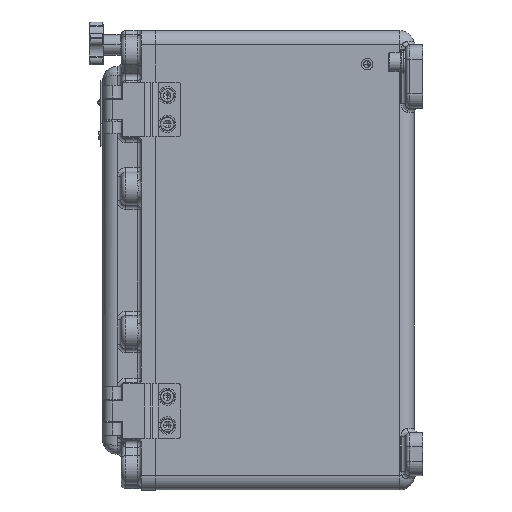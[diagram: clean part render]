
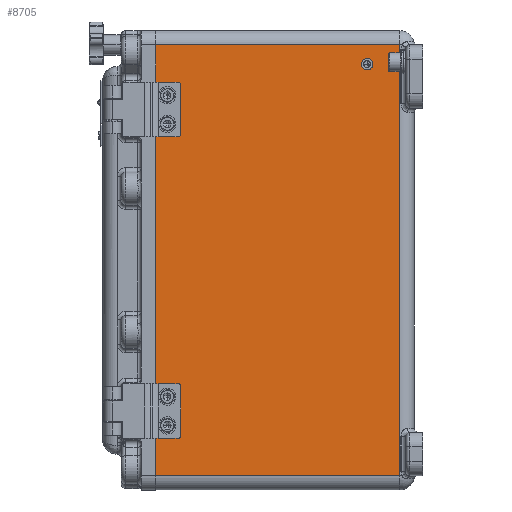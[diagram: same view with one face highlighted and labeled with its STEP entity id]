
A CAD part, left-side view. The second image highlights one B-rep face of the part: STEP entity #8705.
In plain terms, the highlighted planar face has unit normal (-1, 0, 0).
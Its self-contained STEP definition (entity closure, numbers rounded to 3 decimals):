
#1036 = FACE_OUTER_BOUND ( 'NONE', #12869, .T. ) ;
#3871 = CARTESIAN_POINT ( 'NONE',  ( -110., 180., -160. ) ) ;
#4680 = CARTESIAN_POINT ( 'NONE',  ( -110., 172., 115. ) ) ;
#4927 = DIRECTION ( 'NONE',  ( 0., 0., 1. ) ) ;
#5030 = EDGE_CURVE ( 'NONE', #68839, #49621, #52549, .T. ) ;
#5190 = DIRECTION ( 'NONE',  ( -1., 0., 0. ) ) ;
#5473 = CARTESIAN_POINT ( 'NONE',  ( -110., 172., -111.5 ) ) ;
#5637 = CARTESIAN_POINT ( 'NONE',  ( -110., 10., 150. ) ) ;
#5865 = VECTOR ( 'NONE', #60864, 1000. ) ;
#6152 = CIRCLE ( 'NONE', #74748, 3.5 ) ;
#6632 = FACE_BOUND ( 'NONE', #47742, .T. ) ;
#8705 = ADVANCED_FACE ( 'NONE', ( #64248, #59628, #6632, #76332, #1036 ), #31299, .F. ) ;
#8936 = CARTESIAN_POINT ( 'NONE',  ( -110., 172., -118.5 ) ) ;
#9230 = ORIENTED_EDGE ( 'NONE', *, *, #24899, .T. ) ;
#9694 = VERTEX_POINT ( 'NONE', #21353 ) ;
#9891 = DIRECTION ( 'NONE',  ( 0., 0., 1. ) ) ;
#10267 = CIRCLE ( 'NONE', #61263, 3.5 ) ;
#10626 = LINE ( 'NONE', #12143, #25540 ) ;
#10922 = DIRECTION ( 'NONE',  ( 0., 0., 1. ) ) ;
#12057 = AXIS2_PLACEMENT_3D ( 'NONE', #66466, #31496, #42606 ) ;
#12143 = CARTESIAN_POINT ( 'NONE',  ( -110., 10., -160. ) ) ;
#12869 = EDGE_LOOP ( 'NONE', ( #15177, #47736, #68442, #9230 ) ) ;
#13139 = AXIS2_PLACEMENT_3D ( 'NONE', #71621, #36067, #53967 ) ;
#13230 = VERTEX_POINT ( 'NONE', #5637 ) ;
#15177 = ORIENTED_EDGE ( 'NONE', *, *, #29085, .F. ) ;
#19977 = EDGE_LOOP ( 'NONE', ( #31260, #40804 ) ) ;
#20662 = DIRECTION ( 'NONE',  ( 0., 0., 1. ) ) ;
#21353 = CARTESIAN_POINT ( 'NONE',  ( -110., 172., 111.5 ) ) ;
#22674 = VERTEX_POINT ( 'NONE', #25275 ) ;
#22842 = VECTOR ( 'NONE', #57465, 1000. ) ;
#23487 = CARTESIAN_POINT ( 'NONE',  ( -110., 172., 91.5 ) ) ;
#24899 = EDGE_CURVE ( 'NONE', #13230, #72107, #35783, .T. ) ;
#25275 = CARTESIAN_POINT ( 'NONE',  ( -110., 10., -150. ) ) ;
#25540 = VECTOR ( 'NONE', #41984, 1000. ) ;
#26033 = CIRCLE ( 'NONE', #29703, 3.5 ) ;
#26062 = VERTEX_POINT ( 'NONE', #47943 ) ;
#28399 = CARTESIAN_POINT ( 'NONE',  ( -110., 180., 150. ) ) ;
#28622 = CARTESIAN_POINT ( 'NONE',  ( -110., 172., -115. ) ) ;
#29085 = EDGE_CURVE ( 'NONE', #60778, #72107, #30082, .T. ) ;
#29703 = AXIS2_PLACEMENT_3D ( 'NONE', #44246, #31891, #20662 ) ;
#30082 = LINE ( 'NONE', #3871, #69965 ) ;
#31260 = ORIENTED_EDGE ( 'NONE', *, *, #63761, .F. ) ;
#31299 = PLANE ( 'NONE',  #53527 ) ;
#31496 = DIRECTION ( 'NONE',  ( -1., 0., 0. ) ) ;
#31891 = DIRECTION ( 'NONE',  ( -1., 0., 0. ) ) ;
#32977 = CARTESIAN_POINT ( 'NONE',  ( -110., 180., 150. ) ) ;
#33054 = CARTESIAN_POINT ( 'NONE',  ( -110., 172., -95. ) ) ;
#33128 = AXIS2_PLACEMENT_3D ( 'NONE', #28622, #70113, #10922 ) ;
#33687 = EDGE_CURVE ( 'NONE', #26062, #9694, #6152, .T. ) ;
#33840 = CIRCLE ( 'NONE', #55549, 3.5 ) ;
#33862 = ORIENTED_EDGE ( 'NONE', *, *, #73053, .F. ) ;
#34039 = VERTEX_POINT ( 'NONE', #23487 ) ;
#34209 = EDGE_CURVE ( 'NONE', #49621, #68839, #34956, .T. ) ;
#34364 = ORIENTED_EDGE ( 'NONE', *, *, #34209, .F. ) ;
#34956 = CIRCLE ( 'NONE', #12057, 3.5 ) ;
#35560 = CARTESIAN_POINT ( 'NONE',  ( -110., 172., -98.5 ) ) ;
#35783 = LINE ( 'NONE', #28399, #22842 ) ;
#36067 = DIRECTION ( 'NONE',  ( -1., 0., 0. ) ) ;
#36314 = CARTESIAN_POINT ( 'NONE',  ( -110., 172., 95. ) ) ;
#36479 = EDGE_CURVE ( 'NONE', #60778, #22674, #69063, .T. ) ;
#38634 = CARTESIAN_POINT ( 'NONE',  ( -110., 180., -150. ) ) ;
#39466 = DIRECTION ( 'NONE',  ( 0., 0., -1. ) ) ;
#40804 = ORIENTED_EDGE ( 'NONE', *, *, #73772, .F. ) ;
#40881 = CARTESIAN_POINT ( 'NONE',  ( -110., 172., -91.5 ) ) ;
#41984 = DIRECTION ( 'NONE',  ( 0., 0., 1. ) ) ;
#42606 = DIRECTION ( 'NONE',  ( 0., 0., 1. ) ) ;
#43176 = CARTESIAN_POINT ( 'NONE',  ( -110., 180., -160. ) ) ;
#44246 = CARTESIAN_POINT ( 'NONE',  ( -110., 172., 95. ) ) ;
#44916 = DIRECTION ( 'NONE',  ( -1., 0., 0. ) ) ;
#46793 = CARTESIAN_POINT ( 'NONE',  ( -110., 180., -150. ) ) ;
#46823 = EDGE_CURVE ( 'NONE', #9694, #26062, #33840, .T. ) ;
#47193 = DIRECTION ( 'NONE',  ( -1., 0., 0. ) ) ;
#47736 = ORIENTED_EDGE ( 'NONE', *, *, #36479, .T. ) ;
#47742 = EDGE_LOOP ( 'NONE', ( #57434, #33862 ) ) ;
#47943 = CARTESIAN_POINT ( 'NONE',  ( -110., 172., 118.5 ) ) ;
#48261 = VERTEX_POINT ( 'NONE', #40881 ) ;
#48472 = ORIENTED_EDGE ( 'NONE', *, *, #5030, .F. ) ;
#48701 = EDGE_LOOP ( 'NONE', ( #74971, #75677 ) ) ;
#49621 = VERTEX_POINT ( 'NONE', #5473 ) ;
#52008 = CIRCLE ( 'NONE', #74915, 3.5 ) ;
#52549 = CIRCLE ( 'NONE', #33128, 3.5 ) ;
#53527 = AXIS2_PLACEMENT_3D ( 'NONE', #43176, #74242, #39466 ) ;
#53954 = CIRCLE ( 'NONE', #13139, 3.5 ) ;
#53967 = DIRECTION ( 'NONE',  ( 0., 0., 1. ) ) ;
#54181 = EDGE_CURVE ( 'NONE', #22674, #13230, #10626, .T. ) ;
#55549 = AXIS2_PLACEMENT_3D ( 'NONE', #4680, #5190, #4927 ) ;
#56608 = VERTEX_POINT ( 'NONE', #71139 ) ;
#57236 = EDGE_LOOP ( 'NONE', ( #34364, #48472 ) ) ;
#57434 = ORIENTED_EDGE ( 'NONE', *, *, #57621, .F. ) ;
#57465 = DIRECTION ( 'NONE',  ( 0., 1., 0. ) ) ;
#57621 = EDGE_CURVE ( 'NONE', #48261, #73009, #10267, .T. ) ;
#59628 = FACE_BOUND ( 'NONE', #19977, .T. ) ;
#60778 = VERTEX_POINT ( 'NONE', #46793 ) ;
#60864 = DIRECTION ( 'NONE',  ( 0., -1., 0. ) ) ;
#61263 = AXIS2_PLACEMENT_3D ( 'NONE', #33054, #44916, #75300 ) ;
#62715 = CARTESIAN_POINT ( 'NONE',  ( -110., 172., 115. ) ) ;
#62958 = DIRECTION ( 'NONE',  ( -1., 0., 0. ) ) ;
#63761 = EDGE_CURVE ( 'NONE', #56608, #34039, #52008, .T. ) ;
#64248 = FACE_BOUND ( 'NONE', #48701, .T. ) ;
#66466 = CARTESIAN_POINT ( 'NONE',  ( -110., 172., -115. ) ) ;
#68442 = ORIENTED_EDGE ( 'NONE', *, *, #54181, .T. ) ;
#68839 = VERTEX_POINT ( 'NONE', #8936 ) ;
#69063 = LINE ( 'NONE', #38634, #5865 ) ;
#69965 = VECTOR ( 'NONE', #9891, 1000. ) ;
#70113 = DIRECTION ( 'NONE',  ( -1., 0., 0. ) ) ;
#71086 = DIRECTION ( 'NONE',  ( 0., 0., 1. ) ) ;
#71139 = CARTESIAN_POINT ( 'NONE',  ( -110., 172., 98.5 ) ) ;
#71621 = CARTESIAN_POINT ( 'NONE',  ( -110., 172., -95. ) ) ;
#72107 = VERTEX_POINT ( 'NONE', #32977 ) ;
#73009 = VERTEX_POINT ( 'NONE', #35560 ) ;
#73053 = EDGE_CURVE ( 'NONE', #73009, #48261, #53954, .T. ) ;
#73772 = EDGE_CURVE ( 'NONE', #34039, #56608, #26033, .T. ) ;
#74242 = DIRECTION ( 'NONE',  ( 1., 0., 0. ) ) ;
#74748 = AXIS2_PLACEMENT_3D ( 'NONE', #62715, #62958, #75151 ) ;
#74915 = AXIS2_PLACEMENT_3D ( 'NONE', #36314, #47193, #71086 ) ;
#74971 = ORIENTED_EDGE ( 'NONE', *, *, #33687, .F. ) ;
#75151 = DIRECTION ( 'NONE',  ( 0., 0., 1. ) ) ;
#75300 = DIRECTION ( 'NONE',  ( 0., 0., 1. ) ) ;
#75677 = ORIENTED_EDGE ( 'NONE', *, *, #46823, .F. ) ;
#76332 = FACE_BOUND ( 'NONE', #57236, .T. ) ;
